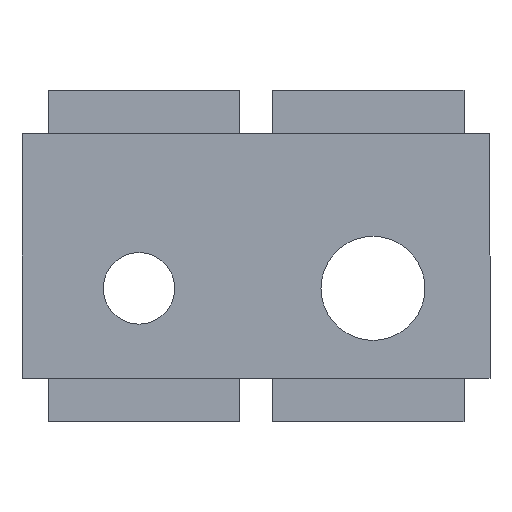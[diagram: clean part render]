
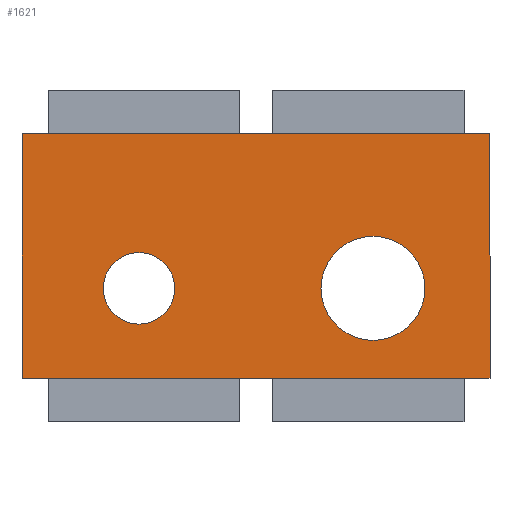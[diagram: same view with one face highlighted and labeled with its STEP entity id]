
A CAD part, front view. The second image highlights one B-rep face of the part: STEP entity #1621.
In plain terms, the highlighted planar face has unit normal (0, -1, 0).
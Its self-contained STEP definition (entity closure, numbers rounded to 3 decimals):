
#30 = DIRECTION ( 'NONE',  ( 0., 0., 1. ) ) ;
#45 = VECTOR ( 'NONE', #1088, 1000. ) ;
#103 = CARTESIAN_POINT ( 'NONE',  ( 9., -0.5, -2.49 ) ) ;
#180 = CARTESIAN_POINT ( 'NONE',  ( -9., -0.5, 0.26 ) ) ;
#182 = EDGE_CURVE ( 'NONE', #1336, #684, #1391, .T. ) ;
#206 = ORIENTED_EDGE ( 'NONE', *, *, #1729, .F. ) ;
#263 = VERTEX_POINT ( 'NONE', #1474 ) ;
#336 = EDGE_LOOP ( 'NONE', ( #1849, #1901 ) ) ;
#355 = DIRECTION ( 'NONE',  ( 0., 1., 0. ) ) ;
#436 = DIRECTION ( 'NONE',  ( 0., 0., 1. ) ) ;
#451 = VERTEX_POINT ( 'NONE', #1609 ) ;
#466 = CARTESIAN_POINT ( 'NONE',  ( 18., -0.5, -8.65 ) ) ;
#477 = LINE ( 'NONE', #2081, #45 ) ;
#519 = AXIS2_PLACEMENT_3D ( 'NONE', #2054, #1054, #1752 ) ;
#552 = FACE_OUTER_BOUND ( 'NONE', #1486, .T. ) ;
#575 = CARTESIAN_POINT ( 'NONE',  ( -18., -0.5, -8.65 ) ) ;
#578 = PLANE ( 'NONE',  #940 ) ;
#602 = FACE_BOUND ( 'NONE', #336, .T. ) ;
#613 = ORIENTED_EDGE ( 'NONE', *, *, #182, .T. ) ;
#658 = VERTEX_POINT ( 'NONE', #1868 ) ;
#664 = VERTEX_POINT ( 'NONE', #180 ) ;
#684 = VERTEX_POINT ( 'NONE', #1968 ) ;
#738 = CARTESIAN_POINT ( 'NONE',  ( 9., -0.5, 1.51 ) ) ;
#766 = VECTOR ( 'NONE', #1370, 1000. ) ;
#776 = VECTOR ( 'NONE', #989, 1000. ) ;
#795 = ORIENTED_EDGE ( 'NONE', *, *, #1513, .T. ) ;
#844 = AXIS2_PLACEMENT_3D ( 'NONE', #103, #1731, #1377 ) ;
#886 = EDGE_LOOP ( 'NONE', ( #795, #1027 ) ) ;
#893 = CIRCLE ( 'NONE', #905, 2.75 ) ;
#905 = AXIS2_PLACEMENT_3D ( 'NONE', #1312, #355, #30 ) ;
#920 = DIRECTION ( 'NONE',  ( 0., -1., 0. ) ) ;
#940 = AXIS2_PLACEMENT_3D ( 'NONE', #1394, #920, #1040 ) ;
#964 = FACE_BOUND ( 'NONE', #886, .T. ) ;
#989 = DIRECTION ( 'NONE',  ( -1., 0., 0. ) ) ;
#1027 = ORIENTED_EDGE ( 'NONE', *, *, #1629, .T. ) ;
#1040 = DIRECTION ( 'NONE',  ( 0., 0., -1. ) ) ;
#1054 = DIRECTION ( 'NONE',  ( 0., 1., 0. ) ) ;
#1088 = DIRECTION ( 'NONE',  ( 1., 0., 0. ) ) ;
#1118 = CIRCLE ( 'NONE', #519, 4. ) ;
#1200 = CARTESIAN_POINT ( 'NONE',  ( -9., -0.5, -2.49 ) ) ;
#1259 = DIRECTION ( 'NONE',  ( 0., 1., 0. ) ) ;
#1312 = CARTESIAN_POINT ( 'NONE',  ( -9., -0.5, -2.49 ) ) ;
#1336 = VERTEX_POINT ( 'NONE', #1903 ) ;
#1357 = EDGE_CURVE ( 'NONE', #664, #451, #1971, .T. ) ;
#1370 = DIRECTION ( 'NONE',  ( 0., 0., 1. ) ) ;
#1377 = DIRECTION ( 'NONE',  ( 0., 0., 1. ) ) ;
#1391 = LINE ( 'NONE', #2053, #776 ) ;
#1394 = CARTESIAN_POINT ( 'NONE',  ( 18., -0.5, -8.65 ) ) ;
#1400 = ORIENTED_EDGE ( 'NONE', *, *, #1866, .T. ) ;
#1474 = CARTESIAN_POINT ( 'NONE',  ( 18., -0.5, -9.4 ) ) ;
#1486 = EDGE_LOOP ( 'NONE', ( #1583, #613, #206, #1400 ) ) ;
#1510 = LINE ( 'NONE', #466, #1896 ) ;
#1513 = EDGE_CURVE ( 'NONE', #1781, #1902, #1118, .T. ) ;
#1568 = EDGE_CURVE ( 'NONE', #263, #1336, #1510, .T. ) ;
#1583 = ORIENTED_EDGE ( 'NONE', *, *, #1568, .T. ) ;
#1609 = CARTESIAN_POINT ( 'NONE',  ( -9., -0.5, -5.24 ) ) ;
#1615 = LINE ( 'NONE', #575, #766 ) ;
#1621 = ADVANCED_FACE ( 'NONE', ( #964, #602, #552 ), #578, .T. ) ;
#1629 = EDGE_CURVE ( 'NONE', #1902, #1781, #1789, .T. ) ;
#1696 = DIRECTION ( 'NONE',  ( 0., 0., 1. ) ) ;
#1729 = EDGE_CURVE ( 'NONE', #658, #684, #1615, .T. ) ;
#1731 = DIRECTION ( 'NONE',  ( 0., 1., 0. ) ) ;
#1752 = DIRECTION ( 'NONE',  ( 0., 0., 1. ) ) ;
#1781 = VERTEX_POINT ( 'NONE', #738 ) ;
#1789 = CIRCLE ( 'NONE', #844, 4. ) ;
#1849 = ORIENTED_EDGE ( 'NONE', *, *, #1357, .T. ) ;
#1866 = EDGE_CURVE ( 'NONE', #658, #263, #477, .T. ) ;
#1868 = CARTESIAN_POINT ( 'NONE',  ( -18., -0.5, -9.4 ) ) ;
#1880 = EDGE_CURVE ( 'NONE', #451, #664, #893, .T. ) ;
#1892 = AXIS2_PLACEMENT_3D ( 'NONE', #1200, #1259, #1696 ) ;
#1896 = VECTOR ( 'NONE', #436, 1000. ) ;
#1901 = ORIENTED_EDGE ( 'NONE', *, *, #1880, .T. ) ;
#1902 = VERTEX_POINT ( 'NONE', #2072 ) ;
#1903 = CARTESIAN_POINT ( 'NONE',  ( 18., -0.5, 9.4 ) ) ;
#1968 = CARTESIAN_POINT ( 'NONE',  ( -18., -0.5, 9.4 ) ) ;
#1971 = CIRCLE ( 'NONE', #1892, 2.75 ) ;
#2053 = CARTESIAN_POINT ( 'NONE',  ( -18., -0.5, 9.4 ) ) ;
#2054 = CARTESIAN_POINT ( 'NONE',  ( 9., -0.5, -2.49 ) ) ;
#2072 = CARTESIAN_POINT ( 'NONE',  ( 9., -0.5, -6.49 ) ) ;
#2081 = CARTESIAN_POINT ( 'NONE',  ( -18., -0.5, -9.4 ) ) ;
